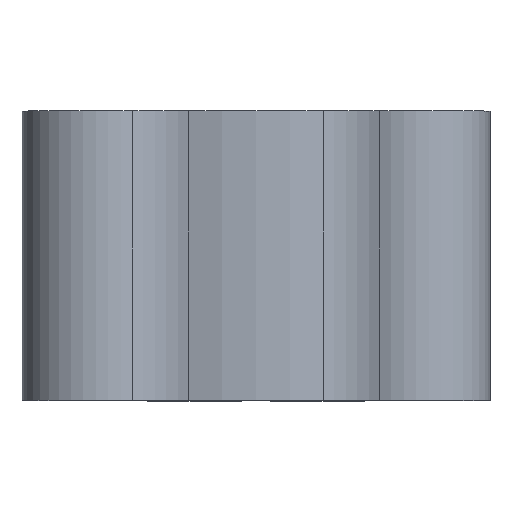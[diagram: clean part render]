
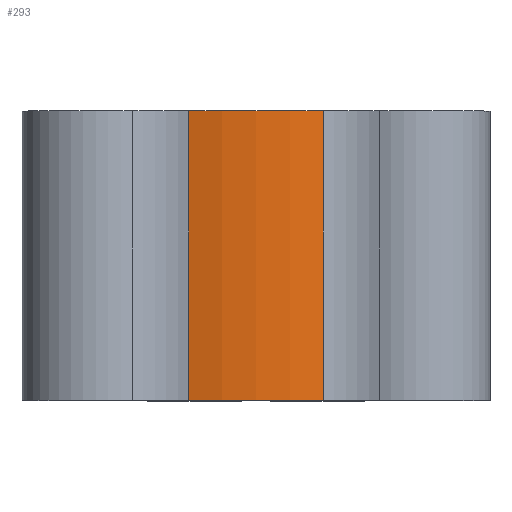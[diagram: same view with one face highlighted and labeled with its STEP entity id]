
A CAD part, top view. The second image highlights one B-rep face of the part: STEP entity #293.
In plain terms, the highlighted cylindrical face has radius 10.16 mm (diameter 20.32 mm), a partial arc.
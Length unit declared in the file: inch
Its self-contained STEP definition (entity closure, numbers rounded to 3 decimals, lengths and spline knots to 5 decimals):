
#12 = DIRECTION ( 'NONE',  ( 0., -1., 0. ) ) ;
#32 = CARTESIAN_POINT ( 'NONE',  ( 0.11601, 0.5, 0.38281 ) ) ;
#66 = DIRECTION ( 'NONE',  ( 0., 0., 1. ) ) ;
#94 = DIRECTION ( 'NONE',  ( 0., 0., 1. ) ) ;
#145 = VECTOR ( 'NONE', #12, 39.37008 ) ;
#152 = CARTESIAN_POINT ( 'NONE',  ( -0.11601, 0., 0.38281 ) ) ;
#191 = CARTESIAN_POINT ( 'NONE',  ( 0., 0.5, 0. ) ) ;
#218 = LINE ( 'NONE', #513, #145 ) ;
#225 = CARTESIAN_POINT ( 'NONE',  ( 0., 0., 0. ) ) ;
#282 = CARTESIAN_POINT ( 'NONE',  ( -0.11601, 0.5, 0.38281 ) ) ;
#293 = ADVANCED_FACE ( 'NONE', ( #544 ), #525, .T. ) ;
#513 = CARTESIAN_POINT ( 'NONE',  ( -0.11601, 0.5, 0.38281 ) ) ;
#525 = CYLINDRICAL_SURFACE ( 'NONE', #1020, 0.4 ) ;
#544 = FACE_OUTER_BOUND ( 'NONE', #1118, .T. ) ;
#573 = VERTEX_POINT ( 'NONE', #152 ) ;
#586 = DIRECTION ( 'NONE',  ( 0., 0., -1. ) ) ;
#637 = ORIENTED_EDGE ( 'NONE', *, *, #1269, .F. ) ;
#747 = CIRCLE ( 'NONE', #1537, 0.4 ) ;
#908 = EDGE_CURVE ( 'NONE', #1036, #1417, #1578, .T. ) ;
#909 = CARTESIAN_POINT ( 'NONE',  ( 0.11601, 0., 0.38281 ) ) ;
#963 = DIRECTION ( 'NONE',  ( 0., 1., 0. ) ) ;
#990 = DIRECTION ( 'NONE',  ( 0., 1., 0. ) ) ;
#1010 = CARTESIAN_POINT ( 'NONE',  ( 0., 0.5, 0. ) ) ;
#1020 = AXIS2_PLACEMENT_3D ( 'NONE', #1010, #1126, #586 ) ;
#1036 = VERTEX_POINT ( 'NONE', #909 ) ;
#1043 = AXIS2_PLACEMENT_3D ( 'NONE', #225, #990, #94 ) ;
#1097 = CIRCLE ( 'NONE', #1043, 0.4 ) ;
#1118 = EDGE_LOOP ( 'NONE', ( #637, #1166, #1622, #1508 ) ) ;
#1126 = DIRECTION ( 'NONE',  ( 0., -1., 0. ) ) ;
#1166 = ORIENTED_EDGE ( 'NONE', *, *, #1476, .T. ) ;
#1174 = EDGE_CURVE ( 'NONE', #573, #1036, #1097, .T. ) ;
#1217 = DIRECTION ( 'NONE',  ( 0., 1., 0. ) ) ;
#1269 = EDGE_CURVE ( 'NONE', #1448, #1417, #747, .T. ) ;
#1417 = VERTEX_POINT ( 'NONE', #32 ) ;
#1448 = VERTEX_POINT ( 'NONE', #282 ) ;
#1476 = EDGE_CURVE ( 'NONE', #1448, #573, #218, .T. ) ;
#1508 = ORIENTED_EDGE ( 'NONE', *, *, #908, .T. ) ;
#1537 = AXIS2_PLACEMENT_3D ( 'NONE', #191, #963, #66 ) ;
#1577 = VECTOR ( 'NONE', #1217, 39.37008 ) ;
#1578 = LINE ( 'NONE', #1640, #1577 ) ;
#1622 = ORIENTED_EDGE ( 'NONE', *, *, #1174, .T. ) ;
#1640 = CARTESIAN_POINT ( 'NONE',  ( 0.11601, 0.5, 0.38281 ) ) ;
